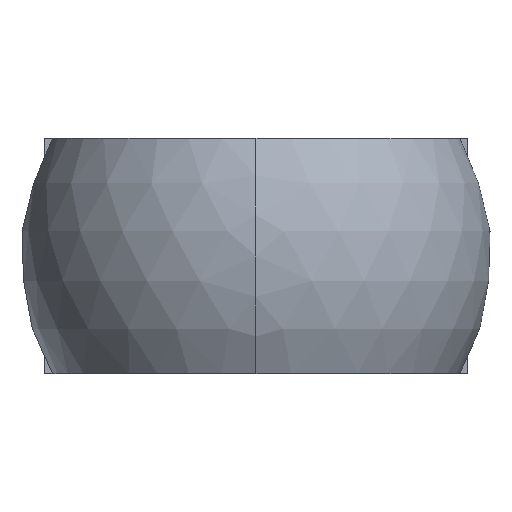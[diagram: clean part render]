
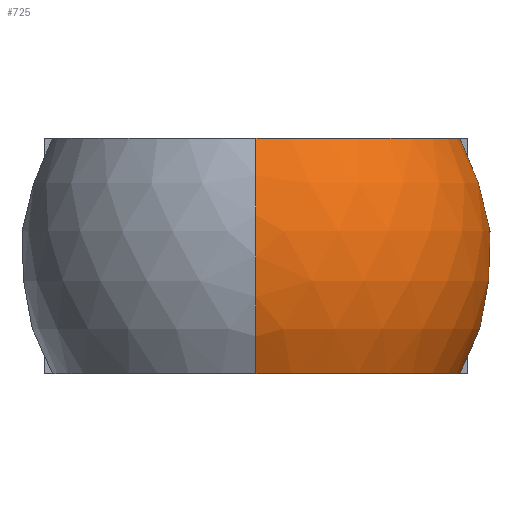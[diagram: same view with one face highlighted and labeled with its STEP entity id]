
A CAD part, left-side view. The second image highlights one B-rep face of the part: STEP entity #725.
In plain terms, the highlighted spherical face has radius 20 mm.
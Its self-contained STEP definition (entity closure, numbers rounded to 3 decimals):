
#554=CARTESIAN_POINT('POINT35',(10.,-15.,8.66
   ));
#555=VERTEX_POINT('VERTEX35',#554);
#556=CARTESIAN_POINT('POINT36',(8.66,-15.,10.
   ));
#557=VERTEX_POINT('VERTEX36',#556);
#558=CARTESIAN_POINT('POS67',(0.,-15.,0.));
#559=DIRECTION('DIR91',(0.,-1.,0.));
#560=DIRECTION('DIR92',(0.,0.,1.));
#561=AXIS2_PLACEMENT_3D('AXIS25',#558,#559,#560);
#562=CIRCLE('ELLIPSE6',#561,13.229);
#563=EDGE_CURVE('EDGE50',#555,#557,#562,.T.);
#587=CARTESIAN_POINT('POINT38',(10.,-15.,
   -8.66));
#588=VERTEX_POINT('VERTEX38',#587);
#589=CARTESIAN_POINT('POS71',(10.,0.,0.));
#590=DIRECTION('DIR97',(-1.,0.,0.));
#591=DIRECTION('DIR98',(0.,0.,-1.));
#592=AXIS2_PLACEMENT_3D('AXIS27',#589,#590,#591);
#593=CIRCLE('ELLIPSE7',#592,17.321);
#594=EDGE_CURVE('EDGE53',#588,#555,#593,.T.);
#622=CARTESIAN_POINT('POINT40',(8.66,-15.,
   -10.));
#623=VERTEX_POINT('VERTEX40',#622);
#624=EDGE_CURVE('EDGE57',#623,#588,#562,.T.);
#641=CARTESIAN_POINT('POINT41',(-17.321,
   0.,-10.));
#642=VERTEX_POINT('VERTEX41',#641);
#643=CARTESIAN_POINT('POS76',(0.,0.,-10.));
#644=DIRECTION('DIR104',(0.,0.,1.));
#645=DIRECTION('DIR105',(0.,1.,0.));
#646=AXIS2_PLACEMENT_3D('AXIS29',#643,#644,#645);
#647=CIRCLE('ELLIPSE8',#646,17.321);
#648=EDGE_CURVE('EDGE59',#642,#623,#647,.T.);
#685=CARTESIAN_POINT('POINT44',(-17.321,
   0.,10.));
#686=VERTEX_POINT('VERTEX44',#685);
#687=CARTESIAN_POINT('POS78',(0.,0.,10.));
#688=DIRECTION('DIR108',(0.,0.,-1.));
#689=DIRECTION('DIR109',(0.,-1.,0.));
#690=AXIS2_PLACEMENT_3D('AXIS31',#687,#688,#689);
#691=CIRCLE('ELLIPSE9',#690,17.321);
#694=EDGE_CURVE('EDGE65',#557,#686,#691,.T.);
#706=CARTESIAN_POINT('POS80',(0.,0.,0.));
#707=DIRECTION('DIR112',(0.,-1.,0.));
#708=DIRECTION('DIR113',(0.,0.,1.));
#709=AXIS2_PLACEMENT_3D('AXIS33',#706,#707,#708);
#710=CIRCLE('ELLIPSE10',#709,20.);
#711=EDGE_CURVE('EDGE66',#686,#642,#710,.T.);
#712=ORIENTED_EDGE('COEDGE123',*,*,#711,.T.);
#713=ORIENTED_EDGE('COEDGE124',*,*,#648,.T.);
#714=ORIENTED_EDGE('COEDGE125',*,*,#624,.T.);
#715=ORIENTED_EDGE('COEDGE126',*,*,#594,.T.);
#716=ORIENTED_EDGE('COEDGE127',*,*,#563,.T.);
#717=ORIENTED_EDGE('COEDGE128',*,*,#694,.T.);
#718=EDGE_LOOP('NONE',(#712,#713,#714,#715,#716,#717));
#719=FACE_BOUND('LOOP1',#718,.T.);
#720=CARTESIAN_POINT('POS81',(0.,0.,0.));
#721=DIRECTION('DIR114',(0.,0.,1.));
#722=DIRECTION('DIR115',(1.,0.,0.));
#723=AXIS2_PLACEMENT_3D('AXIS34',#720,#721,#722);
#724=SPHERICAL_SURFACE('SPHERE_SURF2',#723,20.);
#725=ADVANCED_FACE('FACE27',(#719),#724,.T.);
